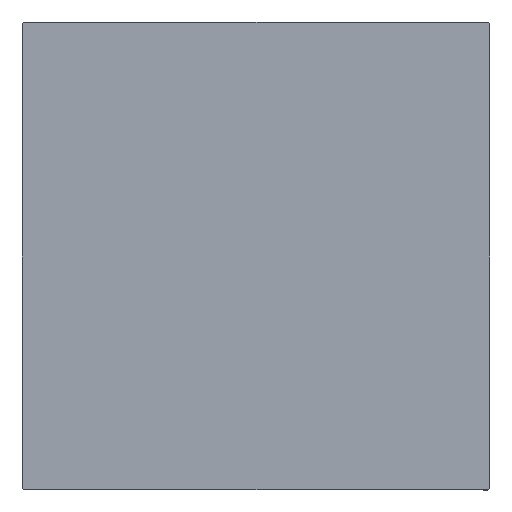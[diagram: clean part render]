
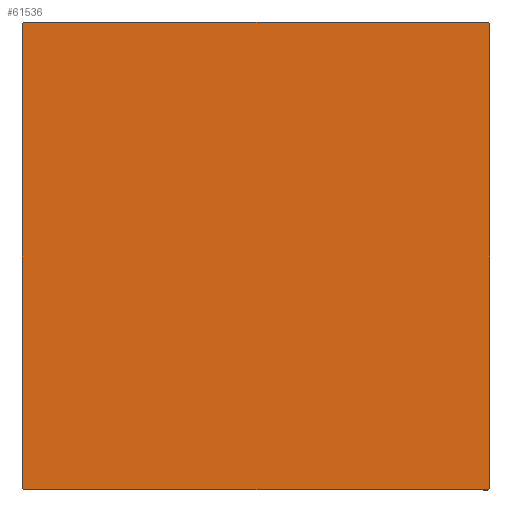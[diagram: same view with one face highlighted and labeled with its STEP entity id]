
A CAD part, front view. The second image highlights one B-rep face of the part: STEP entity #61536.
In plain terms, the highlighted face is planar.
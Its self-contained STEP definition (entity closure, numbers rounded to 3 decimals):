
#373 = DIRECTION ( 'NONE',  ( 0., 0., 1. ) ) ;
#1751 = VECTOR ( 'NONE', #56066, 1000. ) ;
#11498 = VERTEX_POINT ( 'NONE', #18238 ) ;
#14973 = CARTESIAN_POINT ( 'NONE',  ( 400., -395., 20. ) ) ;
#15699 = VERTEX_POINT ( 'NONE', #19464 ) ;
#16768 = CARTESIAN_POINT ( 'NONE',  ( 395., -395., 20. ) ) ;
#17792 = EDGE_CURVE ( 'NONE', #89100, #20335, #58508, .T. ) ;
#18238 = CARTESIAN_POINT ( 'NONE',  ( -400., -395., 20. ) ) ;
#19464 = CARTESIAN_POINT ( 'NONE',  ( -395., -400., 20. ) ) ;
#20335 = VERTEX_POINT ( 'NONE', #44531 ) ;
#21064 = VERTEX_POINT ( 'NONE', #14973 ) ;
#21753 = EDGE_CURVE ( 'NONE', #15699, #54015, #61858, .T. ) ;
#23675 = EDGE_CURVE ( 'NONE', #54015, #21064, #90491, .T. ) ;
#24780 = CARTESIAN_POINT ( 'NONE',  ( 395., 400., 20. ) ) ;
#24936 = VECTOR ( 'NONE', #45229, 1000. ) ;
#29676 = EDGE_LOOP ( 'NONE', ( #56281, #63294, #76019, #76644, #104284, #92089, #59799, #106608 ) ) ;
#32078 = VECTOR ( 'NONE', #109234, 1000. ) ;
#33965 = EDGE_CURVE ( 'NONE', #11498, #15699, #98767, .T. ) ;
#35578 = DIRECTION ( 'NONE',  ( 0., 0., 1. ) ) ;
#36135 = LINE ( 'NONE', #53868, #36776 ) ;
#36726 = FACE_OUTER_BOUND ( 'NONE', #29676, .T. ) ;
#36776 = VECTOR ( 'NONE', #61074, 1000. ) ;
#37306 = CARTESIAN_POINT ( 'NONE',  ( -395., -395., 20. ) ) ;
#41226 = CIRCLE ( 'NONE', #65994, 5. ) ;
#42656 = AXIS2_PLACEMENT_3D ( 'NONE', #16768, #35578, #93268 ) ;
#42661 = CARTESIAN_POINT ( 'NONE',  ( -395., 400., 20. ) ) ;
#43969 = PLANE ( 'NONE',  #108634 ) ;
#44521 = CARTESIAN_POINT ( 'NONE',  ( -395., -395., 20. ) ) ;
#44531 = CARTESIAN_POINT ( 'NONE',  ( -400., 395., 20. ) ) ;
#45069 = DIRECTION ( 'NONE',  ( 0., 0., 1. ) ) ;
#45229 = DIRECTION ( 'NONE',  ( 1., 0., 0. ) ) ;
#47343 = AXIS2_PLACEMENT_3D ( 'NONE', #37306, #104990, #105530 ) ;
#47935 = DIRECTION ( 'NONE',  ( -1., 0., 0. ) ) ;
#53868 = CARTESIAN_POINT ( 'NONE',  ( 400., 395., 20. ) ) ;
#54015 = VERTEX_POINT ( 'NONE', #77641 ) ;
#54756 = EDGE_CURVE ( 'NONE', #92010, #57678, #41226, .T. ) ;
#56066 = DIRECTION ( 'NONE',  ( 0., -1., 0. ) ) ;
#56281 = ORIENTED_EDGE ( 'NONE', *, *, #33965, .T. ) ;
#57355 = DIRECTION ( 'NONE',  ( 0., 0., 1. ) ) ;
#57678 = VERTEX_POINT ( 'NONE', #24780 ) ;
#58508 = CIRCLE ( 'NONE', #90443, 5. ) ;
#59799 = ORIENTED_EDGE ( 'NONE', *, *, #17792, .T. ) ;
#61074 = DIRECTION ( 'NONE',  ( 0., 1., 0. ) ) ;
#61536 = ADVANCED_FACE ( 'NONE', ( #36726 ), #43969, .T. ) ;
#61858 = LINE ( 'NONE', #62937, #24936 ) ;
#62937 = CARTESIAN_POINT ( 'NONE',  ( -395., -400., 20. ) ) ;
#63294 = ORIENTED_EDGE ( 'NONE', *, *, #21753, .T. ) ;
#65994 = AXIS2_PLACEMENT_3D ( 'NONE', #75210, #373, #74099 ) ;
#67655 = EDGE_CURVE ( 'NONE', #21064, #92010, #36135, .T. ) ;
#73822 = LINE ( 'NONE', #108231, #1751 ) ;
#74099 = DIRECTION ( 'NONE',  ( 1., 0., 0. ) ) ;
#75210 = CARTESIAN_POINT ( 'NONE',  ( 395., 395., 20. ) ) ;
#76019 = ORIENTED_EDGE ( 'NONE', *, *, #23675, .T. ) ;
#76644 = ORIENTED_EDGE ( 'NONE', *, *, #67655, .T. ) ;
#77641 = CARTESIAN_POINT ( 'NONE',  ( 395., -400., 20. ) ) ;
#77788 = DIRECTION ( 'NONE',  ( 1., 0., 0. ) ) ;
#81208 = CARTESIAN_POINT ( 'NONE',  ( -395., 395., 20. ) ) ;
#82105 = CARTESIAN_POINT ( 'NONE',  ( 400., 395., 20. ) ) ;
#87003 = EDGE_CURVE ( 'NONE', #20335, #11498, #73822, .T. ) ;
#89100 = VERTEX_POINT ( 'NONE', #101188 ) ;
#90443 = AXIS2_PLACEMENT_3D ( 'NONE', #81208, #57355, #47935 ) ;
#90491 = CIRCLE ( 'NONE', #42656, 5. ) ;
#92010 = VERTEX_POINT ( 'NONE', #82105 ) ;
#92089 = ORIENTED_EDGE ( 'NONE', *, *, #94591, .T. ) ;
#93126 = LINE ( 'NONE', #42661, #32078 ) ;
#93268 = DIRECTION ( 'NONE',  ( 1., 0., 0. ) ) ;
#94591 = EDGE_CURVE ( 'NONE', #57678, #89100, #93126, .T. ) ;
#98767 = CIRCLE ( 'NONE', #47343, 5. ) ;
#101188 = CARTESIAN_POINT ( 'NONE',  ( -395., 400., 20. ) ) ;
#104284 = ORIENTED_EDGE ( 'NONE', *, *, #54756, .T. ) ;
#104990 = DIRECTION ( 'NONE',  ( 0., 0., 1. ) ) ;
#105530 = DIRECTION ( 'NONE',  ( 1., 0., 0. ) ) ;
#106608 = ORIENTED_EDGE ( 'NONE', *, *, #87003, .T. ) ;
#108231 = CARTESIAN_POINT ( 'NONE',  ( -400., 395., 20. ) ) ;
#108634 = AXIS2_PLACEMENT_3D ( 'NONE', #44521, #45069, #77788 ) ;
#109234 = DIRECTION ( 'NONE',  ( -1., 0., 0. ) ) ;
